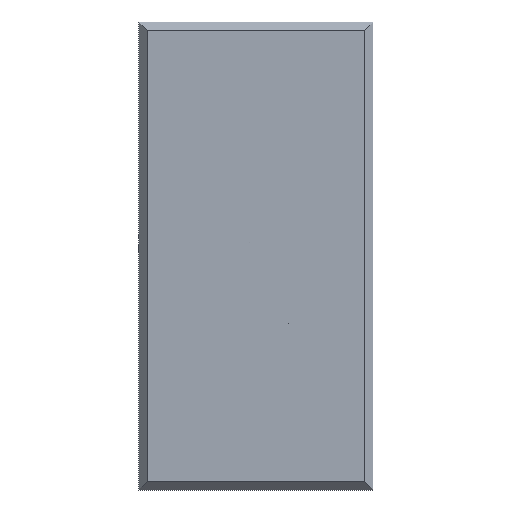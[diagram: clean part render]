
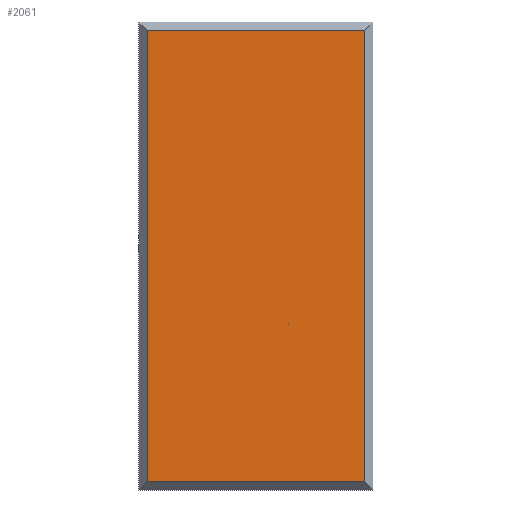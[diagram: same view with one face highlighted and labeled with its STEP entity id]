
A CAD part, front view. The second image highlights one B-rep face of the part: STEP entity #2061.
In plain terms, the highlighted face is planar.
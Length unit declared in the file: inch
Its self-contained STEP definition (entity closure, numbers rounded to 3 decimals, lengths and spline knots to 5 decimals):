
#101=PLANE('',#2213);
#205=FACE_OUTER_BOUND('',#309,.T.);
#309=EDGE_LOOP('',(#1931,#1932,#1933,#1934));
#563=LINE('',#3309,#829);
#567=LINE('',#3317,#833);
#570=LINE('',#3323,#836);
#574=LINE('',#3329,#840);
#829=VECTOR('',#2715,0.3937);
#833=VECTOR('',#2721,0.3937);
#836=VECTOR('',#2726,0.3937);
#840=VECTOR('',#2732,0.3937);
#1057=VERTEX_POINT('',#3307);
#1058=VERTEX_POINT('',#3308);
#1061=VERTEX_POINT('',#3316);
#1063=VERTEX_POINT('',#3322);
#1343=EDGE_CURVE('',#1057,#1058,#563,.T.);
#1347=EDGE_CURVE('',#1058,#1061,#567,.T.);
#1350=EDGE_CURVE('',#1061,#1063,#570,.T.);
#1354=EDGE_CURVE('',#1063,#1057,#574,.T.);
#1931=ORIENTED_EDGE('',*,*,#1343,.F.);
#1932=ORIENTED_EDGE('',*,*,#1354,.F.);
#1933=ORIENTED_EDGE('',*,*,#1350,.F.);
#1934=ORIENTED_EDGE('',*,*,#1347,.F.);
#2061=ADVANCED_FACE('',(#205),#101,.T.);
#2213=AXIS2_PLACEMENT_3D('',#3335,#2740,#2741);
#2715=DIRECTION('',(-1.,0.,0.));
#2721=DIRECTION('',(0.,0.,1.));
#2726=DIRECTION('',(1.,0.,0.));
#2732=DIRECTION('',(0.,0.,-1.));
#2740=DIRECTION('center_axis',(0.,-1.,0.));
#2741=DIRECTION('ref_axis',(0.,0.,-1.));
#3307=CARTESIAN_POINT('',(1.625,-0.125,-3.375));
#3308=CARTESIAN_POINT('',(-1.625,-0.125,-3.375));
#3309=CARTESIAN_POINT('',(0.875,-0.125,-3.375));
#3316=CARTESIAN_POINT('',(-1.625,-0.125,3.375));
#3317=CARTESIAN_POINT('',(-1.625,-0.125,-1.75));
#3322=CARTESIAN_POINT('',(1.625,-0.125,3.375));
#3323=CARTESIAN_POINT('',(-0.875,-0.125,3.375));
#3329=CARTESIAN_POINT('',(1.625,-0.125,1.75));
#3335=CARTESIAN_POINT('Origin',(0.,-0.125,0.));
